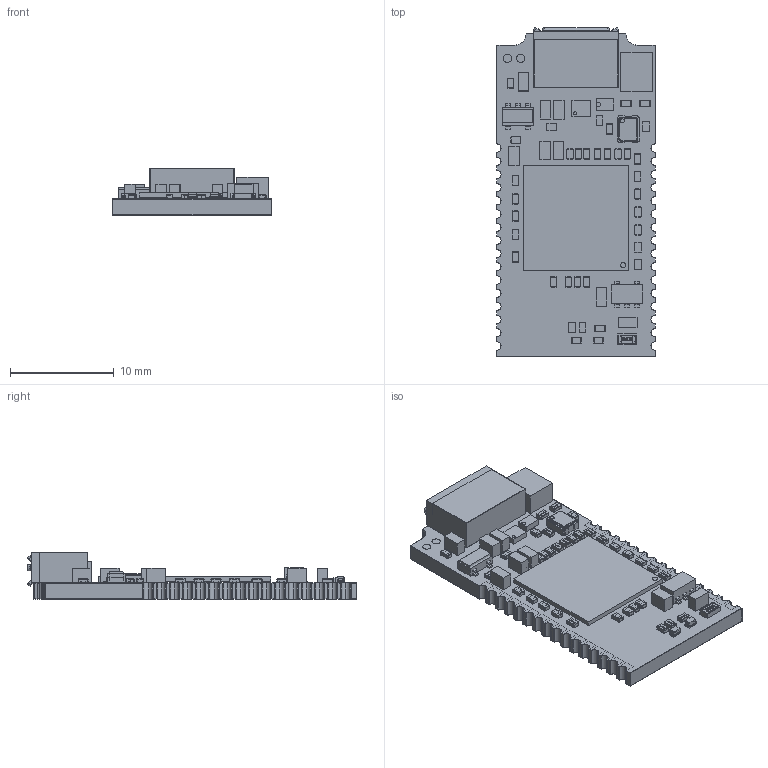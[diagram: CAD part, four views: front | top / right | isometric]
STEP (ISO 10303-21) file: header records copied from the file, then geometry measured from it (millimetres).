
FILE_DESCRIPTION(('Open CASCADE Model'),'2;1');
FILE_NAME('Open CASCADE Shape Model','2019-01-21T09:43:42',('Author'),( 'Open CASCADE'),'Open CASCADE STEP processor 6.8','Open CASCADE 6.8' ,'Unknown');
FILE_SCHEMA(('AUTOMOTIVE_DESIGN { 1 0 10303 214 1 1 1 1 }'));
Length unit declared in the file: millimetre
Products named in the file (116): PCB; Board; LD3; LED0402_greenH05; 1032281848; Extruded; 1032282120; R22; R0402; 1032283752; C2; C0402; C3; C0603; 1032283616; C4; C5; 1032280760; C6; C7; C8; C9; C10; C11; C12; C13; C14; C15; C16; C17; C18; C19; C20; C21; C22; C23; C24; C25; C26; C27 ...
Assembly tree (394 placements, depth 4):
  PCB
    Board
    LD3
      LED0402_greenH05
      1032281848
        Extruded
      1032282120
        Extruded
    R22
      R0402
      1032283752
        Extruded
    C2
      C0402
      1032283752
        Extruded
    C3
      C0603
      1032283616
        Extruded
    C4
      C0603
      1032283616
        Extruded
    C5
      C0402
      1032280760
        Extruded
    C6
      C0402
      1032280760
        Extruded
    C7
      C0402
      1032283752
        Extruded
    C8
      C0402
      1032280760
        Extruded
    C9
      C0402
      1032280760
        Extruded
    C10
      C0402
      1032280760
        Extruded
    C11
      C0402
      1032280760
        Extruded
    C12
      C0402
      1032280760
        Extruded
    C13
      C0402
      1032280760
        Extruded
Bounding box: 15.24 x 31.67 x 4.47 mm (x, y, z)
Volume: 1793.5 mm3; surface area: 3579.6 mm2
Topology: 340 solids, 340 shells, 7091 faces, 16936 edges, 9768 vertices
Faces by surface type: cylinder 2386, plane 2331, bspline 1241, sphere 849, revolution 176, torus 108
Full cylindrical faces by diameter (mm): 0.3 x1, 0.4 x2, 0.5 x1, 0.8 x2, 0.9 x2
Entity records: 60354 total; most frequent: CARTESIAN_POINT 15227, DIRECTION 8365, ORIENTED_EDGE 8088, EDGE_CURVE 4044, LINE 3051, VECTOR 3051, AXIS2_PLACEMENT_3D 2653, VERTEX_POINT 2571
